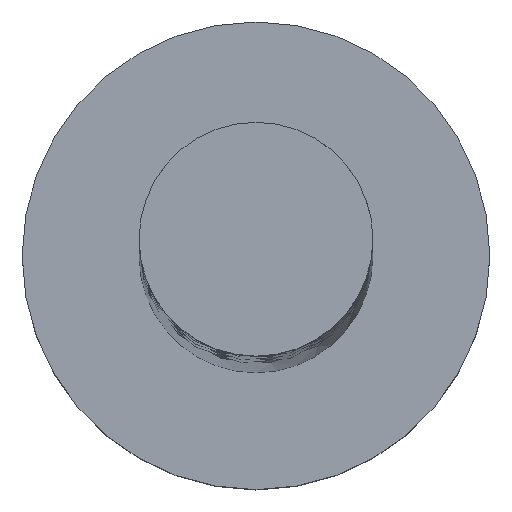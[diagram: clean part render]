
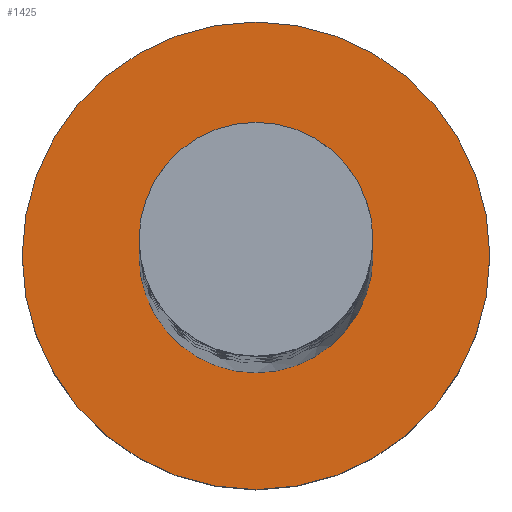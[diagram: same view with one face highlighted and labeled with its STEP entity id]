
A CAD part, top view. The second image highlights one B-rep face of the part: STEP entity #1425.
In plain terms, the highlighted planar face has unit normal (0, 0, 1).
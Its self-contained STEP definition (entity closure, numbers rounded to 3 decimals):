
#4 = VERTEX_POINT ( 'NONE', #1397 ) ;
#117 = DIRECTION ( 'NONE',  ( 1., 0., 0. ) ) ;
#126 = AXIS2_PLACEMENT_3D ( 'NONE', #1742, #1329, #1054 ) ;
#147 = ORIENTED_EDGE ( 'NONE', *, *, #1369, .F. ) ;
#200 = CARTESIAN_POINT ( 'NONE',  ( 0., 0., 5. ) ) ;
#218 = AXIS2_PLACEMENT_3D ( 'NONE', #401, #1702, #117 ) ;
#255 = DIRECTION ( 'NONE',  ( 1., 0., 0. ) ) ;
#266 = VERTEX_POINT ( 'NONE', #773 ) ;
#294 = ORIENTED_EDGE ( 'NONE', *, *, #1746, .T. ) ;
#303 = CIRCLE ( 'NONE', #456, 3. ) ;
#401 = CARTESIAN_POINT ( 'NONE',  ( 0., 0., 5. ) ) ;
#412 = CARTESIAN_POINT ( 'NONE',  ( 0., 0., 5. ) ) ;
#456 = AXIS2_PLACEMENT_3D ( 'NONE', #200, #1177, #1601 ) ;
#540 = AXIS2_PLACEMENT_3D ( 'NONE', #412, #1531, #255 ) ;
#547 = EDGE_LOOP ( 'NONE', ( #1806, #147 ) ) ;
#567 = PLANE ( 'NONE',  #218 ) ;
#608 = AXIS2_PLACEMENT_3D ( 'NONE', #1401, #1530, #832 ) ;
#693 = CARTESIAN_POINT ( 'NONE',  ( 6., 0., 5. ) ) ;
#750 = CARTESIAN_POINT ( 'NONE',  ( -3., 0., 5. ) ) ;
#773 = CARTESIAN_POINT ( 'NONE',  ( -6., 0., 5. ) ) ;
#782 = ORIENTED_EDGE ( 'NONE', *, *, #1062, .T. ) ;
#807 = EDGE_CURVE ( 'NONE', #1704, #4, #303, .T. ) ;
#817 = EDGE_LOOP ( 'NONE', ( #782, #294 ) ) ;
#832 = DIRECTION ( 'NONE',  ( 1., 0., 0. ) ) ;
#871 = CIRCLE ( 'NONE', #540, 3. ) ;
#955 = FACE_OUTER_BOUND ( 'NONE', #817, .T. ) ;
#1054 = DIRECTION ( 'NONE',  ( 1., 0., 0. ) ) ;
#1062 = EDGE_CURVE ( 'NONE', #266, #1078, #1112, .T. ) ;
#1078 = VERTEX_POINT ( 'NONE', #693 ) ;
#1112 = CIRCLE ( 'NONE', #608, 6. ) ;
#1177 = DIRECTION ( 'NONE',  ( 0., 0., 1. ) ) ;
#1285 = FACE_BOUND ( 'NONE', #547, .T. ) ;
#1329 = DIRECTION ( 'NONE',  ( 0., 0., 1. ) ) ;
#1369 = EDGE_CURVE ( 'NONE', #4, #1704, #871, .T. ) ;
#1397 = CARTESIAN_POINT ( 'NONE',  ( 3., 0., 5. ) ) ;
#1401 = CARTESIAN_POINT ( 'NONE',  ( 0., 0., 5. ) ) ;
#1425 = ADVANCED_FACE ( 'NONE', ( #1285, #955 ), #567, .T. ) ;
#1530 = DIRECTION ( 'NONE',  ( 0., 0., 1. ) ) ;
#1531 = DIRECTION ( 'NONE',  ( 0., 0., 1. ) ) ;
#1601 = DIRECTION ( 'NONE',  ( 1., 0., 0. ) ) ;
#1702 = DIRECTION ( 'NONE',  ( 0., 0., 1. ) ) ;
#1704 = VERTEX_POINT ( 'NONE', #750 ) ;
#1742 = CARTESIAN_POINT ( 'NONE',  ( 0., 0., 5. ) ) ;
#1746 = EDGE_CURVE ( 'NONE', #1078, #266, #1793, .T. ) ;
#1793 = CIRCLE ( 'NONE', #126, 6. ) ;
#1806 = ORIENTED_EDGE ( 'NONE', *, *, #807, .F. ) ;
